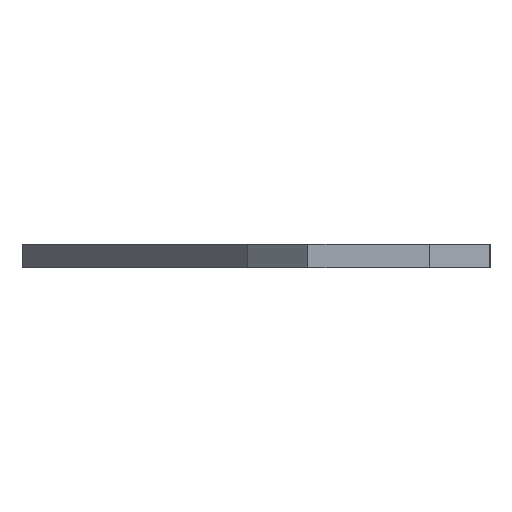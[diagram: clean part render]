
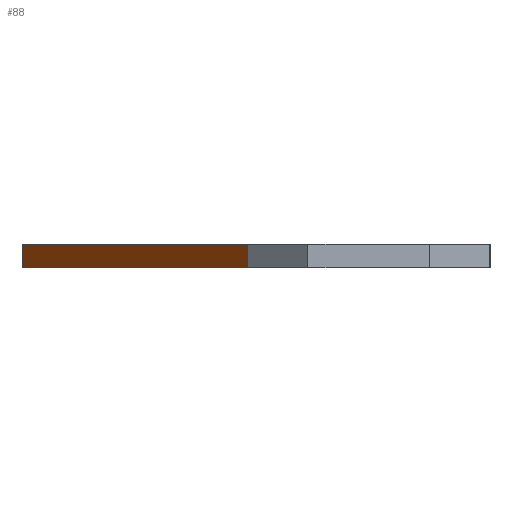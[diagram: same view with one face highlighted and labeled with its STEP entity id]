
A CAD part, left-side view. The second image highlights one B-rep face of the part: STEP entity #88.
In plain terms, the highlighted planar face has unit normal (-0.259, 0.966, 0).
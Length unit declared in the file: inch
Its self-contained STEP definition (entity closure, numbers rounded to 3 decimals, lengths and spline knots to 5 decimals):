
#7 = DIRECTION ( 'NONE',  ( -0.259, 0.966, 0. ) ) ;
#49 = EDGE_CURVE ( 'NONE', #237, #653, #664, .T. ) ;
#50 = LINE ( 'NONE', #309, #321 ) ;
#88 = ADVANCED_FACE ( 'NONE', ( #502 ), #848, .T. ) ;
#142 = DIRECTION ( 'NONE',  ( 0.966, 0.259, 0. ) ) ;
#150 = VERTEX_POINT ( 'NONE', #962 ) ;
#153 = CARTESIAN_POINT ( 'NONE',  ( -1.99, 0.5, 0.04921 ) ) ;
#231 = EDGE_CURVE ( 'NONE', #150, #653, #50, .T. ) ;
#237 = VERTEX_POINT ( 'NONE', #1061 ) ;
#269 = CARTESIAN_POINT ( 'NONE',  ( 1.47339, 1.42801, -0.04921 ) ) ;
#309 = CARTESIAN_POINT ( 'NONE',  ( -1.99, 0.5, -0.04921 ) ) ;
#321 = VECTOR ( 'NONE', #142, 39.37008 ) ;
#328 = ORIENTED_EDGE ( 'NONE', *, *, #405, .F. ) ;
#344 = DIRECTION ( 'NONE',  ( -0.966, -0.259, 0. ) ) ;
#405 = EDGE_CURVE ( 'NONE', #237, #474, #1021, .T. ) ;
#420 = CARTESIAN_POINT ( 'NONE',  ( -1.99, 0.5, -3.63478 ) ) ;
#474 = VERTEX_POINT ( 'NONE', #1102 ) ;
#502 = FACE_OUTER_BOUND ( 'NONE', #1000, .T. ) ;
#522 = CARTESIAN_POINT ( 'NONE',  ( -1.99, 0.5, 0.04921 ) ) ;
#537 = EDGE_CURVE ( 'NONE', #150, #474, #600, .T. ) ;
#578 = DIRECTION ( 'NONE',  ( -0.966, -0.259, 0. ) ) ;
#584 = CARTESIAN_POINT ( 'NONE',  ( 1.47339, 1.42801, 0.04921 ) ) ;
#600 = LINE ( 'NONE', #522, #843 ) ;
#653 = VERTEX_POINT ( 'NONE', #269 ) ;
#664 = LINE ( 'NONE', #584, #1040 ) ;
#707 = DIRECTION ( 'NONE',  ( 0., 0., 1. ) ) ;
#803 = VECTOR ( 'NONE', #578, 39.37008 ) ;
#827 = ORIENTED_EDGE ( 'NONE', *, *, #49, .T. ) ;
#843 = VECTOR ( 'NONE', #707, 39.37008 ) ;
#848 = PLANE ( 'NONE',  #933 ) ;
#857 = DIRECTION ( 'NONE',  ( 0., 0., -1. ) ) ;
#861 = ORIENTED_EDGE ( 'NONE', *, *, #537, .T. ) ;
#933 = AXIS2_PLACEMENT_3D ( 'NONE', #420, #7, #344 ) ;
#962 = CARTESIAN_POINT ( 'NONE',  ( -1.99, 0.5, -0.04921 ) ) ;
#1000 = EDGE_LOOP ( 'NONE', ( #1001, #861, #328, #827 ) ) ;
#1001 = ORIENTED_EDGE ( 'NONE', *, *, #231, .F. ) ;
#1021 = LINE ( 'NONE', #153, #803 ) ;
#1040 = VECTOR ( 'NONE', #857, 39.37008 ) ;
#1061 = CARTESIAN_POINT ( 'NONE',  ( 1.47339, 1.42801, 0.04921 ) ) ;
#1102 = CARTESIAN_POINT ( 'NONE',  ( -1.99, 0.5, 0.04921 ) ) ;
